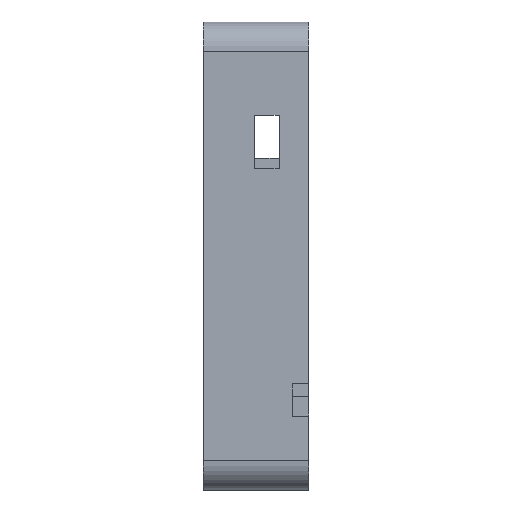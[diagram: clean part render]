
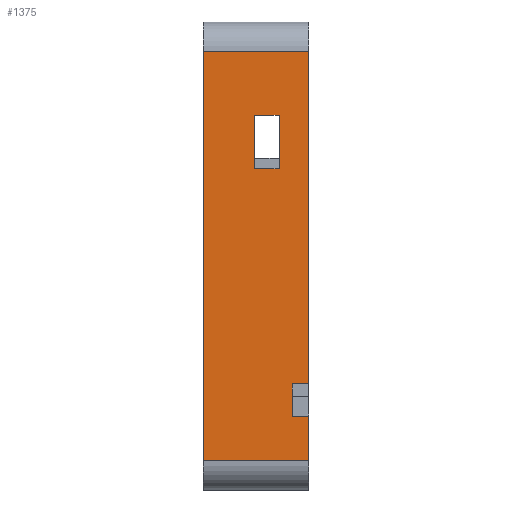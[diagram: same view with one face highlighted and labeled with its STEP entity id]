
A CAD part, left-side view. The second image highlights one B-rep face of the part: STEP entity #1375.
In plain terms, the highlighted planar face has unit normal (-1, 0, 0).
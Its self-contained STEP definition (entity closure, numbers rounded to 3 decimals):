
#69=FACE_BOUND('',#166,.T.);
#97=FACE_OUTER_BOUND('',#165,.T.);
#165=EDGE_LOOP('',(#932,#933,#934,#935,#936,#937,#938,#939));
#166=EDGE_LOOP('',(#940,#941,#942,#943));
#264=LINE('',#1944,#429);
#266=LINE('',#1949,#431);
#267=LINE('',#1951,#432);
#268=LINE('',#1953,#433);
#269=LINE('',#1955,#434);
#270=LINE('',#1957,#435);
#271=LINE('',#1959,#436);
#272=LINE('',#1961,#437);
#273=LINE('',#1962,#438);
#274=LINE('',#1964,#439);
#275=LINE('',#1966,#440);
#276=LINE('',#1967,#441);
#429=VECTOR('',#1563,10.);
#431=VECTOR('',#1567,10.);
#432=VECTOR('',#1568,10.);
#433=VECTOR('',#1569,10.);
#434=VECTOR('',#1570,10.);
#435=VECTOR('',#1571,10.);
#436=VECTOR('',#1572,10.);
#437=VECTOR('',#1573,10.);
#438=VECTOR('',#1574,10.);
#439=VECTOR('',#1575,10.);
#440=VECTOR('',#1576,10.);
#441=VECTOR('',#1577,10.);
#593=VERTEX_POINT('',#1941);
#594=VERTEX_POINT('',#1943);
#595=VERTEX_POINT('',#1947);
#596=VERTEX_POINT('',#1948);
#597=VERTEX_POINT('',#1950);
#598=VERTEX_POINT('',#1952);
#599=VERTEX_POINT('',#1954);
#600=VERTEX_POINT('',#1956);
#601=VERTEX_POINT('',#1958);
#602=VERTEX_POINT('',#1960);
#603=VERTEX_POINT('',#1963);
#604=VERTEX_POINT('',#1965);
#728=EDGE_CURVE('',#594,#593,#264,.T.);
#730=EDGE_CURVE('',#595,#596,#266,.T.);
#731=EDGE_CURVE('',#596,#597,#267,.T.);
#732=EDGE_CURVE('',#597,#598,#268,.T.);
#733=EDGE_CURVE('',#599,#598,#269,.T.);
#734=EDGE_CURVE('',#600,#599,#270,.T.);
#735=EDGE_CURVE('',#600,#601,#271,.T.);
#736=EDGE_CURVE('',#601,#602,#272,.T.);
#737=EDGE_CURVE('',#602,#595,#273,.T.);
#738=EDGE_CURVE('',#603,#594,#274,.T.);
#739=EDGE_CURVE('',#593,#604,#275,.T.);
#740=EDGE_CURVE('',#604,#603,#276,.T.);
#932=ORIENTED_EDGE('',*,*,#730,.T.);
#933=ORIENTED_EDGE('',*,*,#731,.T.);
#934=ORIENTED_EDGE('',*,*,#732,.T.);
#935=ORIENTED_EDGE('',*,*,#733,.F.);
#936=ORIENTED_EDGE('',*,*,#734,.F.);
#937=ORIENTED_EDGE('',*,*,#735,.T.);
#938=ORIENTED_EDGE('',*,*,#736,.T.);
#939=ORIENTED_EDGE('',*,*,#737,.T.);
#940=ORIENTED_EDGE('',*,*,#738,.T.);
#941=ORIENTED_EDGE('',*,*,#728,.T.);
#942=ORIENTED_EDGE('',*,*,#739,.T.);
#943=ORIENTED_EDGE('',*,*,#740,.T.);
#1325=PLANE('',#1445);
#1375=ADVANCED_FACE('',(#97,#69),#1325,.T.);
#1445=AXIS2_PLACEMENT_3D('',#1946,#1565,#1566);
#1563=DIRECTION('',(0.,0.,1.));
#1565=DIRECTION('center_axis',(-1.,0.,0.));
#1566=DIRECTION('ref_axis',(0.,0.,1.));
#1567=DIRECTION('',(0.,-1.,0.));
#1568=DIRECTION('',(0.,0.,1.));
#1569=DIRECTION('',(0.,1.,0.));
#1570=DIRECTION('',(0.,0.,1.));
#1571=DIRECTION('',(0.,1.,0.));
#1572=DIRECTION('',(0.,0.,1.));
#1573=DIRECTION('',(0.,1.,0.));
#1574=DIRECTION('',(0.,0.,1.));
#1575=DIRECTION('',(0.,1.,0.));
#1576=DIRECTION('',(0.,-1.,0.));
#1577=DIRECTION('',(0.,0.,-1.));
#1941=CARTESIAN_POINT('',(0.,10.839,-15.91));
#1943=CARTESIAN_POINT('',(0.,10.839,-25.069));
#1944=CARTESIAN_POINT('',(0.,10.839,-50.035));
#1946=CARTESIAN_POINT('Origin',(0.,1.55,-75.));
#1947=CARTESIAN_POINT('',(0.,4.363,-61.868));
#1948=CARTESIAN_POINT('',(0.,1.55,-61.868));
#1949=CARTESIAN_POINT('',(0.,2.957,-61.868));
#1950=CARTESIAN_POINT('',(0.,1.55,-5.));
#1951=CARTESIAN_POINT('',(0.,1.55,-75.));
#1952=CARTESIAN_POINT('',(0.,19.55,-5.));
#1953=CARTESIAN_POINT('',(0.,1.55,-5.));
#1954=CARTESIAN_POINT('',(0.,19.55,-75.));
#1955=CARTESIAN_POINT('',(0.,19.55,-75.));
#1956=CARTESIAN_POINT('',(0.,1.55,-75.));
#1957=CARTESIAN_POINT('',(0.,1.55,-75.));
#1958=CARTESIAN_POINT('',(0.,1.55,-67.419));
#1959=CARTESIAN_POINT('',(0.,1.55,-75.));
#1960=CARTESIAN_POINT('',(0.,4.363,-67.419));
#1961=CARTESIAN_POINT('',(0.,1.55,-67.419));
#1962=CARTESIAN_POINT('',(0.,4.363,-71.21));
#1963=CARTESIAN_POINT('',(0.,6.592,-25.069));
#1964=CARTESIAN_POINT('',(0.,6.094,-25.069));
#1965=CARTESIAN_POINT('',(0.,6.592,-15.91));
#1966=CARTESIAN_POINT('',(0.,6.094,-15.91));
#1967=CARTESIAN_POINT('',(0.,6.592,-45.455));
